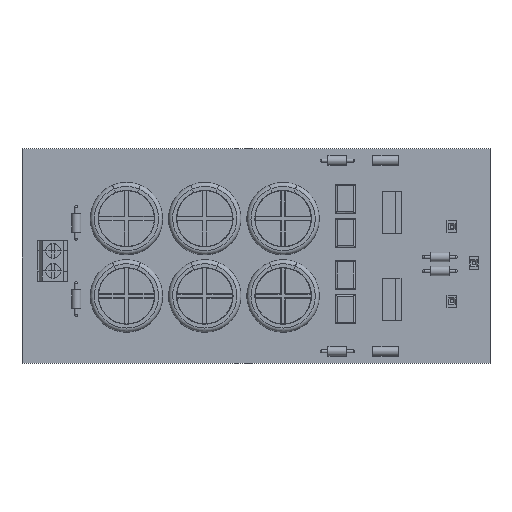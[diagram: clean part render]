
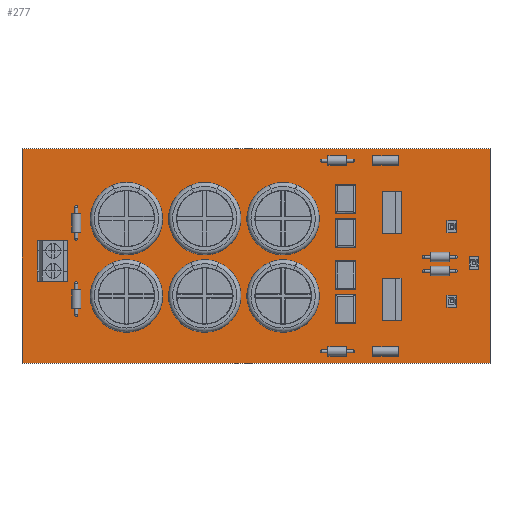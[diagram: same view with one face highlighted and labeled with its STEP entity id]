
A CAD part, top view. The second image highlights one B-rep face of the part: STEP entity #277.
In plain terms, the highlighted planar face has unit normal (0, 0, 1).
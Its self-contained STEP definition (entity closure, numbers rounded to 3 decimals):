
#148 = VERTEX_POINT('',#149);
#149 = CARTESIAN_POINT('',(0.,0.,1.691));
#155 = EDGE_CURVE('',#148,#156,#158,.T.);
#156 = VERTEX_POINT('',#157);
#157 = CARTESIAN_POINT('',(116.5,0.,1.691));
#158 = LINE('',#159,#160);
#159 = CARTESIAN_POINT('',(0.,0.,1.691));
#160 = VECTOR('',#161,1.);
#161 = DIRECTION('',(1.,0.,0.));
#186 = EDGE_CURVE('',#156,#187,#189,.T.);
#187 = VERTEX_POINT('',#188);
#188 = CARTESIAN_POINT('',(116.5,53.5,1.691));
#189 = LINE('',#190,#191);
#190 = CARTESIAN_POINT('',(116.5,0.,1.691));
#191 = VECTOR('',#192,1.);
#192 = DIRECTION('',(0.,1.,0.));
#217 = EDGE_CURVE('',#187,#218,#220,.T.);
#218 = VERTEX_POINT('',#219);
#219 = CARTESIAN_POINT('',(0.,53.5,1.691));
#220 = LINE('',#221,#222);
#221 = CARTESIAN_POINT('',(116.5,53.5,1.691));
#222 = VECTOR('',#223,1.);
#223 = DIRECTION('',(-1.,0.,0.));
#248 = EDGE_CURVE('',#218,#148,#249,.T.);
#249 = LINE('',#250,#251);
#250 = CARTESIAN_POINT('',(0.,53.5,1.691));
#251 = VECTOR('',#252,1.);
#252 = DIRECTION('',(0.,-1.,0.));
#277 = ADVANCED_FACE('',(#278),#284,.T.);
#278 = FACE_BOUND('',#279,.T.);
#279 = EDGE_LOOP('',(#280,#281,#282,#283));
#280 = ORIENTED_EDGE('',*,*,#155,.T.);
#281 = ORIENTED_EDGE('',*,*,#186,.T.);
#282 = ORIENTED_EDGE('',*,*,#217,.T.);
#283 = ORIENTED_EDGE('',*,*,#248,.T.);
#284 = PLANE('',#285);
#285 = AXIS2_PLACEMENT_3D('',#286,#287,#288);
#286 = CARTESIAN_POINT('',(58.25,26.75,1.691));
#287 = DIRECTION('',(0.,0.,1.));
#288 = DIRECTION('',(1.,0.,-0.));
